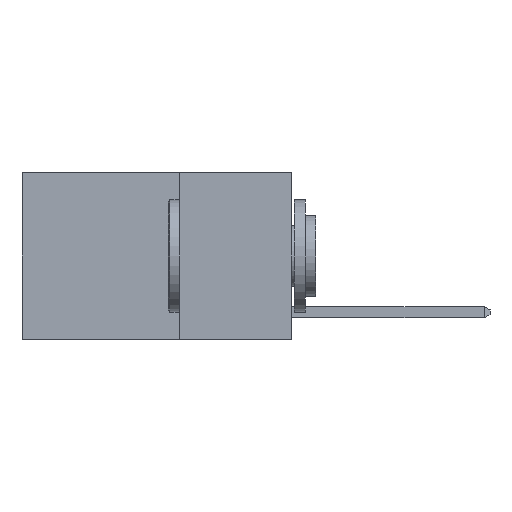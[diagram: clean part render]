
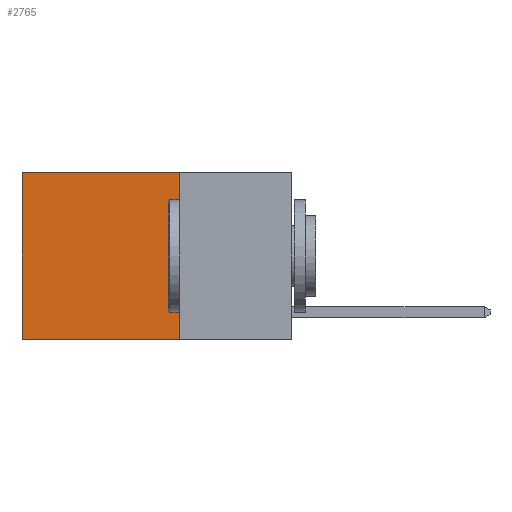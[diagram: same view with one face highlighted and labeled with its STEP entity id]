
A CAD part, left-side view. The second image highlights one B-rep face of the part: STEP entity #2765.
In plain terms, the highlighted planar face has unit normal (-1, 0, 0).
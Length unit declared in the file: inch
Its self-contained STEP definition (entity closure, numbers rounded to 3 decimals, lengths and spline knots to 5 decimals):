
#65 = AXIS2_PLACEMENT_3D ( 'NONE', #2830, #1197, #6792 ) ;
#1197 = DIRECTION ( 'NONE',  ( 1., 0., 0. ) ) ;
#1941 = EDGE_LOOP ( 'NONE', ( #4629, #2969, #8876, #2761 ) ) ;
#2527 = CARTESIAN_POINT ( 'NONE',  ( 0.2625, 0.6, -0.37 ) ) ;
#2590 = DIRECTION ( 'NONE',  ( 0., 1., 0. ) ) ;
#2761 = ORIENTED_EDGE ( 'NONE', *, *, #10016, .T. ) ;
#2765 = ADVANCED_FACE ( 'NONE', ( #8849 ), #8270, .F. ) ;
#2830 = CARTESIAN_POINT ( 'NONE',  ( 0.2625, 0.25, 0. ) ) ;
#2969 = ORIENTED_EDGE ( 'NONE', *, *, #10004, .F. ) ;
#2982 = CARTESIAN_POINT ( 'NONE',  ( 0.2625, 0.6, 0. ) ) ;
#3294 = VECTOR ( 'NONE', #5746, 39.37008 ) ;
#4121 = EDGE_CURVE ( 'NONE', #8574, #4769, #9057, .T. ) ;
#4595 = LINE ( 'NONE', #5350, #8391 ) ;
#4602 = DIRECTION ( 'NONE',  ( 0., 0., -1. ) ) ;
#4627 = CARTESIAN_POINT ( 'NONE',  ( 0.2625, 0.6, 0. ) ) ;
#4629 = ORIENTED_EDGE ( 'NONE', *, *, #4121, .T. ) ;
#4686 = CARTESIAN_POINT ( 'NONE',  ( 0.2625, 0.25, -0.37 ) ) ;
#4769 = VERTEX_POINT ( 'NONE', #2527 ) ;
#5074 = VERTEX_POINT ( 'NONE', #7626 ) ;
#5173 = VECTOR ( 'NONE', #2590, 39.37008 ) ;
#5350 = CARTESIAN_POINT ( 'NONE',  ( 0.2625, 0.25, 0. ) ) ;
#5399 = LINE ( 'NONE', #7252, #5173 ) ;
#5746 = DIRECTION ( 'NONE',  ( 0., 1., 0. ) ) ;
#6113 = DIRECTION ( 'NONE',  ( 0., 0., -1. ) ) ;
#6502 = CARTESIAN_POINT ( 'NONE',  ( 0.2625, 0.25, -0.37 ) ) ;
#6792 = DIRECTION ( 'NONE',  ( 0., 0., -1. ) ) ;
#7076 = VECTOR ( 'NONE', #4602, 39.37008 ) ;
#7252 = CARTESIAN_POINT ( 'NONE',  ( 0.2625, 0.25, 0. ) ) ;
#7626 = CARTESIAN_POINT ( 'NONE',  ( 0.2625, 0.25, 0. ) ) ;
#7677 = LINE ( 'NONE', #6502, #3294 ) ;
#7932 = EDGE_CURVE ( 'NONE', #5074, #8640, #4595, .T. ) ;
#8270 = PLANE ( 'NONE',  #65 ) ;
#8391 = VECTOR ( 'NONE', #6113, 39.37008 ) ;
#8574 = VERTEX_POINT ( 'NONE', #4627 ) ;
#8640 = VERTEX_POINT ( 'NONE', #4686 ) ;
#8849 = FACE_OUTER_BOUND ( 'NONE', #1941, .T. ) ;
#8876 = ORIENTED_EDGE ( 'NONE', *, *, #7932, .F. ) ;
#9057 = LINE ( 'NONE', #2982, #7076 ) ;
#10004 = EDGE_CURVE ( 'NONE', #8640, #4769, #7677, .T. ) ;
#10016 = EDGE_CURVE ( 'NONE', #5074, #8574, #5399, .T. ) ;
